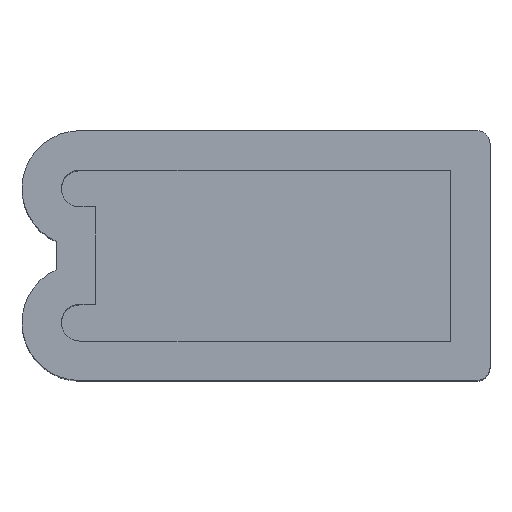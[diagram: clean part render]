
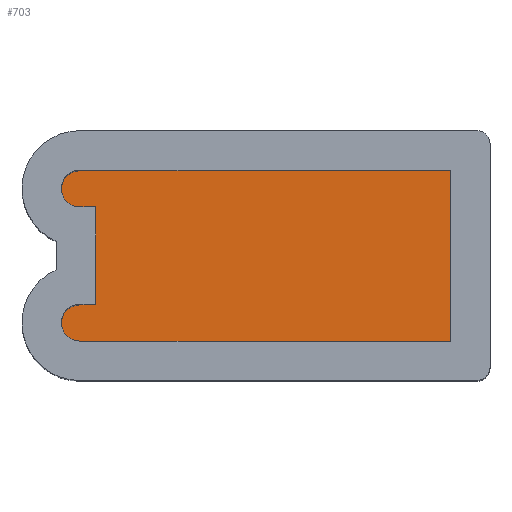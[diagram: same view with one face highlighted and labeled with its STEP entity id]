
A CAD part, top view. The second image highlights one B-rep face of the part: STEP entity #703.
In plain terms, the highlighted planar face has unit normal (0, 0, 1).
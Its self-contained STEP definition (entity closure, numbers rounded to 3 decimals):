
#37=PLANE('',#797);
#87=FACE_OUTER_BOUND('',#133,.T.);
#133=EDGE_LOOP('',(#631,#632,#633,#634,#635,#636,#637,#638));
#182=LINE('',#1218,#242);
#186=LINE('',#1227,#246);
#188=LINE('',#1231,#248);
#190=LINE('',#1235,#250);
#193=LINE('',#1243,#253);
#194=LINE('',#1245,#254);
#242=VECTOR('',#986,10.);
#246=VECTOR('',#996,10.);
#248=VECTOR('',#1000,10.);
#250=VECTOR('',#1004,10.);
#253=VECTOR('',#1013,10.);
#254=VECTOR('',#1016,10.);
#289=CIRCLE('',#789,0.7);
#290=CIRCLE('',#794,0.7);
#341=VERTEX_POINT('',#1215);
#342=VERTEX_POINT('',#1217);
#343=VERTEX_POINT('',#1221);
#344=VERTEX_POINT('',#1225);
#345=VERTEX_POINT('',#1229);
#346=VERTEX_POINT('',#1233);
#347=VERTEX_POINT('',#1237);
#348=VERTEX_POINT('',#1241);
#432=EDGE_CURVE('',#341,#342,#182,.T.);
#435=EDGE_CURVE('',#343,#341,#289,.T.);
#437=EDGE_CURVE('',#344,#343,#186,.T.);
#439=EDGE_CURVE('',#345,#344,#188,.T.);
#441=EDGE_CURVE('',#346,#345,#190,.T.);
#443=EDGE_CURVE('',#347,#346,#290,.T.);
#445=EDGE_CURVE('',#348,#347,#193,.T.);
#446=EDGE_CURVE('',#342,#348,#194,.T.);
#631=ORIENTED_EDGE('',*,*,#446,.F.);
#632=ORIENTED_EDGE('',*,*,#432,.F.);
#633=ORIENTED_EDGE('',*,*,#435,.F.);
#634=ORIENTED_EDGE('',*,*,#437,.F.);
#635=ORIENTED_EDGE('',*,*,#439,.F.);
#636=ORIENTED_EDGE('',*,*,#441,.F.);
#637=ORIENTED_EDGE('',*,*,#443,.F.);
#638=ORIENTED_EDGE('',*,*,#445,.F.);
#703=ADVANCED_FACE('',(#87),#37,.T.);
#789=AXIS2_PLACEMENT_3D('',#1223,#991,#992);
#794=AXIS2_PLACEMENT_3D('',#1239,#1008,#1009);
#797=AXIS2_PLACEMENT_3D('',#1246,#1017,#1018);
#986=DIRECTION('',(1.,0.,0.));
#991=DIRECTION('center_axis',(0.,0.,-1.));
#992=DIRECTION('ref_axis',(1.,0.,0.));
#996=DIRECTION('',(-1.,0.,0.));
#1000=DIRECTION('',(0.,-1.,0.));
#1004=DIRECTION('',(1.,0.,0.));
#1008=DIRECTION('center_axis',(0.,0.,-1.));
#1009=DIRECTION('ref_axis',(1.,0.,0.));
#1013=DIRECTION('',(-1.,0.,0.));
#1016=DIRECTION('',(0.,1.,0.));
#1017=DIRECTION('center_axis',(0.,0.,1.));
#1018=DIRECTION('ref_axis',(1.,0.,0.));
#1215=CARTESIAN_POINT('',(2.2,2.9,-16.9));
#1217=CARTESIAN_POINT('',(2.8,2.9,-16.9));
#1218=CARTESIAN_POINT('',(2.8,2.9,-16.9));
#1221=CARTESIAN_POINT('',(2.2,1.5,-16.9));
#1223=CARTESIAN_POINT('Origin',(2.2,2.2,-16.9));
#1225=CARTESIAN_POINT('',(16.3,1.5,-16.9));
#1227=CARTESIAN_POINT('',(1.5,1.5,-16.9));
#1229=CARTESIAN_POINT('',(16.3,8.,-16.9));
#1231=CARTESIAN_POINT('',(16.3,1.5,-16.9));
#1233=CARTESIAN_POINT('',(2.2,8.,-16.9));
#1235=CARTESIAN_POINT('',(16.3,8.,-16.9));
#1237=CARTESIAN_POINT('',(2.2,6.6,-16.9));
#1239=CARTESIAN_POINT('Origin',(2.2,7.3,-16.9));
#1241=CARTESIAN_POINT('',(2.8,6.6,-16.9));
#1243=CARTESIAN_POINT('',(2.8,6.6,-16.9));
#1245=CARTESIAN_POINT('',(2.8,8.,-16.9));
#1246=CARTESIAN_POINT('Origin',(8.9,4.75,-16.9));
